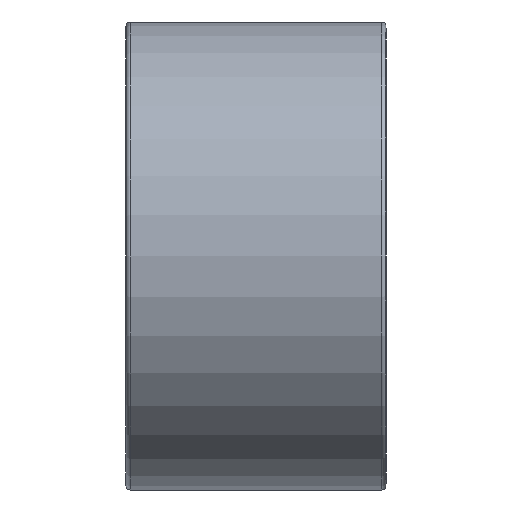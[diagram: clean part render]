
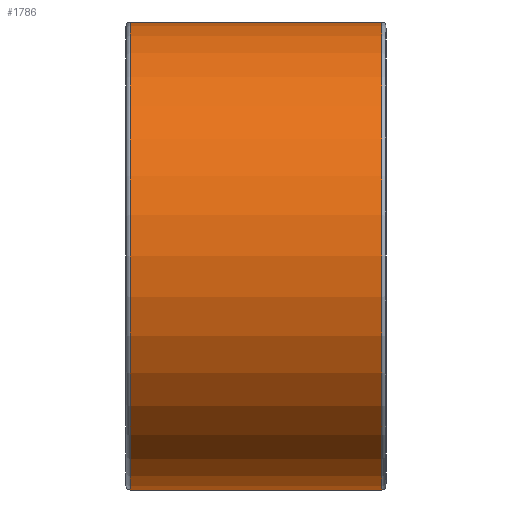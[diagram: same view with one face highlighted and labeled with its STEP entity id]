
A CAD part, left-side view. The second image highlights one B-rep face of the part: STEP entity #1786.
In plain terms, the highlighted cylindrical face has radius 56.25 mm (diameter 112.5 mm), a partial arc.
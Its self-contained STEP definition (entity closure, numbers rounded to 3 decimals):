
#25 = CARTESIAN_POINT ( 'NONE',  ( 0., -30.25, 0. ) ) ;
#46 = DIRECTION ( 'NONE',  ( 0., 1., 0. ) ) ;
#64 = EDGE_CURVE ( 'NONE', #664, #756, #2060, .T. ) ;
#139 = DIRECTION ( 'NONE',  ( 0., 0., -1. ) ) ;
#153 = DIRECTION ( 'NONE',  ( 0., -1., 0. ) ) ;
#231 = AXIS2_PLACEMENT_3D ( 'NONE', #25, #46, #1007 ) ;
#297 = DIRECTION ( 'NONE',  ( 0., -1., 0. ) ) ;
#310 = DIRECTION ( 'NONE',  ( 0., -1., 0. ) ) ;
#317 = VERTEX_POINT ( 'NONE', #508 ) ;
#368 = VECTOR ( 'NONE', #297, 1000. ) ;
#456 = DIRECTION ( 'NONE',  ( 0., 0., 1. ) ) ;
#462 = CARTESIAN_POINT ( 'NONE',  ( 0., 31.25, 56.25 ) ) ;
#508 = CARTESIAN_POINT ( 'NONE',  ( 0., -30.25, 56.25 ) ) ;
#593 = CYLINDRICAL_SURFACE ( 'NONE', #1642, 56.25 ) ;
#610 = CARTESIAN_POINT ( 'NONE',  ( 0., 30.25, 0. ) ) ;
#629 = CIRCLE ( 'NONE', #231, 56.25 ) ;
#664 = VERTEX_POINT ( 'NONE', #1664 ) ;
#756 = VERTEX_POINT ( 'NONE', #1094 ) ;
#854 = AXIS2_PLACEMENT_3D ( 'NONE', #610, #310, #456 ) ;
#951 = EDGE_CURVE ( 'NONE', #1795, #317, #629, .T. ) ;
#1007 = DIRECTION ( 'NONE',  ( 0., 0., 1. ) ) ;
#1094 = CARTESIAN_POINT ( 'NONE',  ( 0., 30.25, -56.25 ) ) ;
#1107 = ORIENTED_EDGE ( 'NONE', *, *, #64, .T. ) ;
#1130 = EDGE_CURVE ( 'NONE', #756, #1795, #1241, .T. ) ;
#1241 = LINE ( 'NONE', #1717, #368 ) ;
#1344 = ORIENTED_EDGE ( 'NONE', *, *, #1416, .F. ) ;
#1407 = DIRECTION ( 'NONE',  ( 0., -1., 0. ) ) ;
#1416 = EDGE_CURVE ( 'NONE', #664, #317, #1892, .T. ) ;
#1555 = FACE_OUTER_BOUND ( 'NONE', #1755, .T. ) ;
#1575 = CARTESIAN_POINT ( 'NONE',  ( 0., -30.25, -56.25 ) ) ;
#1592 = ORIENTED_EDGE ( 'NONE', *, *, #951, .T. ) ;
#1642 = AXIS2_PLACEMENT_3D ( 'NONE', #1908, #1407, #139 ) ;
#1664 = CARTESIAN_POINT ( 'NONE',  ( 0., 30.25, 56.25 ) ) ;
#1694 = ORIENTED_EDGE ( 'NONE', *, *, #1130, .T. ) ;
#1717 = CARTESIAN_POINT ( 'NONE',  ( 0., 31.25, -56.25 ) ) ;
#1755 = EDGE_LOOP ( 'NONE', ( #1344, #1107, #1694, #1592 ) ) ;
#1762 = VECTOR ( 'NONE', #153, 1000. ) ;
#1786 = ADVANCED_FACE ( 'NONE', ( #1555 ), #593, .T. ) ;
#1795 = VERTEX_POINT ( 'NONE', #1575 ) ;
#1892 = LINE ( 'NONE', #462, #1762 ) ;
#1908 = CARTESIAN_POINT ( 'NONE',  ( 0., 31.25, 0. ) ) ;
#2060 = CIRCLE ( 'NONE', #854, 56.25 ) ;
